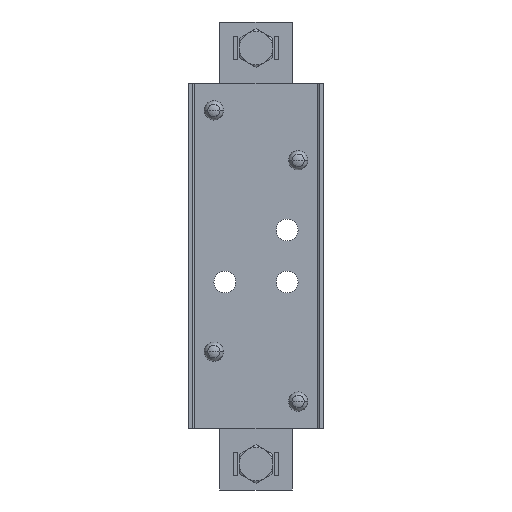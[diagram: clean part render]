
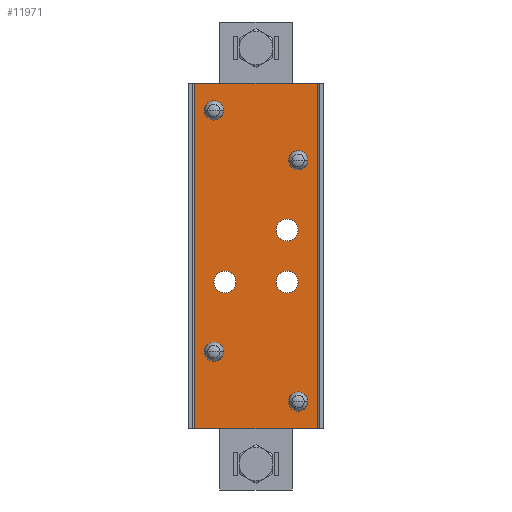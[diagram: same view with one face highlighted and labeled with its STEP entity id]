
A CAD part, front view. The second image highlights one B-rep face of the part: STEP entity #11971.
In plain terms, the highlighted planar face has unit normal (0, -1, 0).
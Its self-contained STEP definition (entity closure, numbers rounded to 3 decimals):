
#28=DIRECTION('',(1.,0.,0.));
#29=VECTOR('',#28,59.);
#30=CARTESIAN_POINT('',(-29.5,-2.,-83.));
#31=LINE('',#30,#29);
#456=DIRECTION('',(0.,0.,1.));
#457=VECTOR('',#456,166.);
#458=CARTESIAN_POINT('',(29.5,-2.,-83.));
#459=LINE('',#458,#457);
#460=DIRECTION('',(0.,0.,1.));
#461=VECTOR('',#460,166.);
#462=CARTESIAN_POINT('',(-29.5,-2.,-83.));
#463=LINE('',#462,#461);
#464=CARTESIAN_POINT('',(15.,-2.,-12.5));
#465=DIRECTION('',(0.,1.,0.));
#466=DIRECTION('',(1.,0.,0.));
#467=AXIS2_PLACEMENT_3D('',#464,#465,#466);
#469=CARTESIAN_POINT('',(15.,-2.,-12.5));
#470=DIRECTION('',(0.,1.,0.));
#471=DIRECTION('',(-1.,0.,0.));
#472=AXIS2_PLACEMENT_3D('',#469,#470,#471);
#474=CARTESIAN_POINT('',(-15.,-2.,-12.5));
#475=DIRECTION('',(0.,1.,0.));
#476=DIRECTION('',(1.,0.,0.));
#477=AXIS2_PLACEMENT_3D('',#474,#475,#476);
#479=CARTESIAN_POINT('',(-15.,-2.,-12.5));
#480=DIRECTION('',(0.,1.,0.));
#481=DIRECTION('',(-1.,0.,0.));
#482=AXIS2_PLACEMENT_3D('',#479,#480,#481);
#484=CARTESIAN_POINT('',(15.,-2.,12.5));
#485=DIRECTION('',(0.,1.,0.));
#486=DIRECTION('',(1.,0.,0.));
#487=AXIS2_PLACEMENT_3D('',#484,#485,#486);
#489=CARTESIAN_POINT('',(15.,-2.,12.5));
#490=DIRECTION('',(0.,1.,0.));
#491=DIRECTION('',(-1.,0.,0.));
#492=AXIS2_PLACEMENT_3D('',#489,#490,#491);
#494=CARTESIAN_POINT('',(-20.25,-2.,70.));
#495=DIRECTION('',(0.,1.,0.));
#496=DIRECTION('',(1.,0.,0.));
#497=AXIS2_PLACEMENT_3D('',#494,#495,#496);
#499=CARTESIAN_POINT('',(-20.25,-2.,70.));
#500=DIRECTION('',(0.,1.,0.));
#501=DIRECTION('',(-1.,0.,0.));
#502=AXIS2_PLACEMENT_3D('',#499,#500,#501);
#504=CARTESIAN_POINT('',(20.25,-2.,46.));
#505=DIRECTION('',(0.,1.,0.));
#506=DIRECTION('',(-1.,0.,0.));
#507=AXIS2_PLACEMENT_3D('',#504,#505,#506);
#509=CARTESIAN_POINT('',(20.25,-2.,46.));
#510=DIRECTION('',(0.,1.,0.));
#511=DIRECTION('',(1.,0.,0.));
#512=AXIS2_PLACEMENT_3D('',#509,#510,#511);
#514=CARTESIAN_POINT('',(-20.25,-2.,-46.));
#515=DIRECTION('',(0.,1.,0.));
#516=DIRECTION('',(-1.,0.,0.));
#517=AXIS2_PLACEMENT_3D('',#514,#515,#516);
#519=CARTESIAN_POINT('',(-20.25,-2.,-46.));
#520=DIRECTION('',(0.,1.,0.));
#521=DIRECTION('',(1.,0.,0.));
#522=AXIS2_PLACEMENT_3D('',#519,#520,#521);
#524=CARTESIAN_POINT('',(20.25,-2.,-70.));
#525=DIRECTION('',(0.,1.,0.));
#526=DIRECTION('',(-1.,0.,0.));
#527=AXIS2_PLACEMENT_3D('',#524,#525,#526);
#529=CARTESIAN_POINT('',(20.25,-2.,-70.));
#530=DIRECTION('',(0.,1.,0.));
#531=DIRECTION('',(1.,0.,0.));
#532=AXIS2_PLACEMENT_3D('',#529,#530,#531);
#580=DIRECTION('',(1.,0.,0.));
#581=VECTOR('',#580,59.);
#582=CARTESIAN_POINT('',(-29.5,-2.,83.));
#583=LINE('',#582,#581);
#9817=CARTESIAN_POINT('',(-29.5,-2.,-83.));
#9818=VERTEX_POINT('',#9817);
#9819=CARTESIAN_POINT('',(29.5,-2.,-83.));
#9820=VERTEX_POINT('',#9819);
#9841=CARTESIAN_POINT('',(-29.5,-2.,83.));
#9842=VERTEX_POINT('',#9841);
#9843=CARTESIAN_POINT('',(29.5,-2.,83.));
#9844=VERTEX_POINT('',#9843);
#9865=CARTESIAN_POINT('',(20.25,-2.,-12.5));
#9866=CARTESIAN_POINT('',(9.75,-2.,-12.5));
#9867=VERTEX_POINT('',#9865);
#9868=VERTEX_POINT('',#9866);
#9869=CARTESIAN_POINT('',(-9.75,-2.,-12.5));
#9870=CARTESIAN_POINT('',(-20.25,-2.,-12.5));
#9871=VERTEX_POINT('',#9869);
#9872=VERTEX_POINT('',#9870);
#9873=CARTESIAN_POINT('',(20.25,-2.,12.5));
#9874=CARTESIAN_POINT('',(9.75,-2.,12.5));
#9875=VERTEX_POINT('',#9873);
#9876=VERTEX_POINT('',#9874);
#11257=CARTESIAN_POINT('',(-15.6,-2.,70.));
#11258=CARTESIAN_POINT('',(-24.9,-2.,70.));
#11259=VERTEX_POINT('',#11257);
#11260=VERTEX_POINT('',#11258);
#11267=CARTESIAN_POINT('',(15.6,-2.,46.));
#11268=CARTESIAN_POINT('',(24.9,-2.,46.));
#11269=VERTEX_POINT('',#11267);
#11270=VERTEX_POINT('',#11268);
#11277=CARTESIAN_POINT('',(-24.9,-2.,-46.));
#11278=CARTESIAN_POINT('',(-15.6,-2.,-46.));
#11279=VERTEX_POINT('',#11277);
#11280=VERTEX_POINT('',#11278);
#11287=CARTESIAN_POINT('',(15.6,-2.,-70.));
#11288=CARTESIAN_POINT('',(24.9,-2.,-70.));
#11289=VERTEX_POINT('',#11287);
#11290=VERTEX_POINT('',#11288);
#11916=CARTESIAN_POINT('',(-29.5,-2.,-83.));
#11917=DIRECTION('',(0.,-1.,0.));
#11918=DIRECTION('',(1.,0.,0.));
#11919=AXIS2_PLACEMENT_3D('',#11916,#11917,#11918);
#11920=PLANE('',#11919);
#11921=ORIENTED_EDGE('',*,*,#11628,.F.);
#11923=ORIENTED_EDGE('',*,*,#11922,.T.);
#11925=ORIENTED_EDGE('',*,*,#11924,.T.);
#11926=ORIENTED_EDGE('',*,*,#11908,.F.);
#11927=EDGE_LOOP('',(#11921,#11923,#11925,#11926));
#11928=FACE_OUTER_BOUND('',#11927,.F.);
#11930=ORIENTED_EDGE('',*,*,#11929,.F.);
#11932=ORIENTED_EDGE('',*,*,#11931,.F.);
#11933=EDGE_LOOP('',(#11930,#11932));
#11934=FACE_BOUND('',#11933,.F.);
#11936=ORIENTED_EDGE('',*,*,#11935,.F.);
#11938=ORIENTED_EDGE('',*,*,#11937,.F.);
#11939=EDGE_LOOP('',(#11936,#11938));
#11940=FACE_BOUND('',#11939,.F.);
#11942=ORIENTED_EDGE('',*,*,#11941,.F.);
#11944=ORIENTED_EDGE('',*,*,#11943,.F.);
#11945=EDGE_LOOP('',(#11942,#11944));
#11946=FACE_BOUND('',#11945,.F.);
#11948=ORIENTED_EDGE('',*,*,#11947,.F.);
#11950=ORIENTED_EDGE('',*,*,#11949,.F.);
#11951=EDGE_LOOP('',(#11948,#11950));
#11952=FACE_BOUND('',#11951,.F.);
#11954=ORIENTED_EDGE('',*,*,#11953,.F.);
#11956=ORIENTED_EDGE('',*,*,#11955,.F.);
#11957=EDGE_LOOP('',(#11954,#11956));
#11958=FACE_BOUND('',#11957,.F.);
#11960=ORIENTED_EDGE('',*,*,#11959,.F.);
#11962=ORIENTED_EDGE('',*,*,#11961,.F.);
#11963=EDGE_LOOP('',(#11960,#11962));
#11964=FACE_BOUND('',#11963,.F.);
#11966=ORIENTED_EDGE('',*,*,#11965,.F.);
#11968=ORIENTED_EDGE('',*,*,#11967,.F.);
#11969=EDGE_LOOP('',(#11966,#11968));
#11970=FACE_BOUND('',#11969,.F.);
#11971=ADVANCED_FACE('',(#11928,#11934,#11940,#11946,#11952,#11958,#11964,
#11970),#11920,.T.);
#468=CIRCLE('',#467,5.25);
#473=CIRCLE('',#472,5.25);
#478=CIRCLE('',#477,5.25);
#483=CIRCLE('',#482,5.25);
#488=CIRCLE('',#487,5.25);
#493=CIRCLE('',#492,5.25);
#498=CIRCLE('',#497,4.65);
#503=CIRCLE('',#502,4.65);
#508=CIRCLE('',#507,4.65);
#513=CIRCLE('',#512,4.65);
#518=CIRCLE('',#517,4.65);
#523=CIRCLE('',#522,4.65);
#528=CIRCLE('',#527,4.65);
#533=CIRCLE('',#532,4.65);
#11628=EDGE_CURVE('',#9818,#9820,#31,.T.);
#11908=EDGE_CURVE('',#9820,#9844,#459,.T.);
#11922=EDGE_CURVE('',#9818,#9842,#463,.T.);
#11924=EDGE_CURVE('',#9842,#9844,#583,.T.);
#11929=EDGE_CURVE('',#9867,#9868,#468,.T.);
#11931=EDGE_CURVE('',#9868,#9867,#473,.T.);
#11935=EDGE_CURVE('',#9871,#9872,#478,.T.);
#11937=EDGE_CURVE('',#9872,#9871,#483,.T.);
#11941=EDGE_CURVE('',#9875,#9876,#488,.T.);
#11943=EDGE_CURVE('',#9876,#9875,#493,.T.);
#11947=EDGE_CURVE('',#11259,#11260,#498,.T.);
#11949=EDGE_CURVE('',#11260,#11259,#503,.T.);
#11953=EDGE_CURVE('',#11269,#11270,#508,.T.);
#11955=EDGE_CURVE('',#11270,#11269,#513,.T.);
#11959=EDGE_CURVE('',#11279,#11280,#518,.T.);
#11961=EDGE_CURVE('',#11280,#11279,#523,.T.);
#11965=EDGE_CURVE('',#11289,#11290,#528,.T.);
#11967=EDGE_CURVE('',#11290,#11289,#533,.T.);
